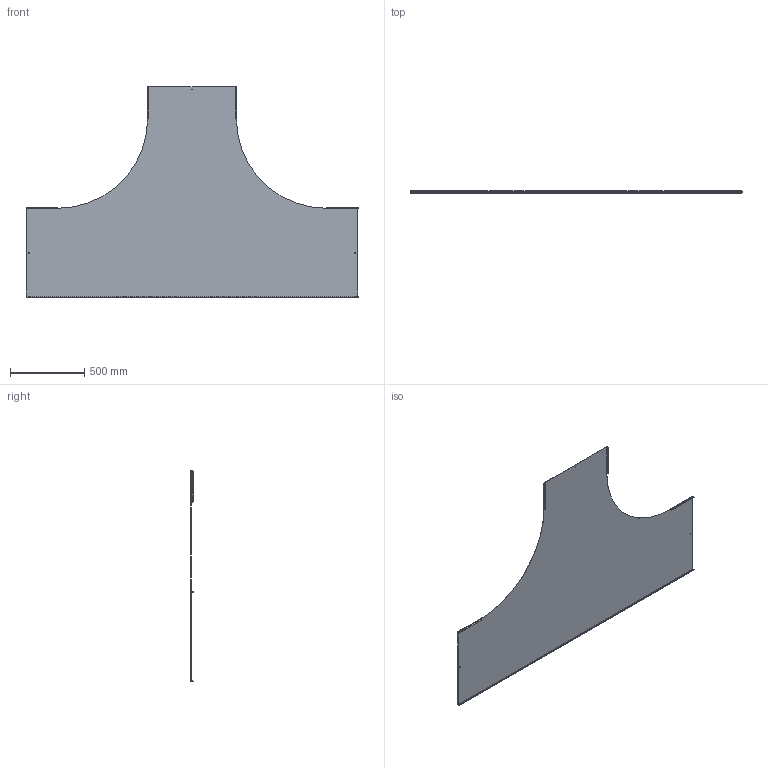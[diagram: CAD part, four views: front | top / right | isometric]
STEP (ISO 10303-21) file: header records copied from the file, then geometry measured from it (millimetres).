
FILE_DESCRIPTION (( 'STEP AP214' ), '1' );
FILE_NAME ('CRT05D-4--04.STEP', '2021-03-08T15:20:19', ( '' ), ( '' ), 'SwSTEP 2.0', 'SolidWorks 2017', '' );
FILE_SCHEMA (( 'AUTOMOTIVE_DESIGN' ));
Length unit declared in the file: millimetre
Products named in the file (1): CRT05D-4--04
Bounding box: 2234 x 15.61 x 1418.2 mm (x, y, z)
Volume: 2447693 mm3; surface area: 4088036.1 mm2
Topology: 1 solids, 1 shells, 150 faces, 464 edges, 304 vertices
Faces by surface type: plane 114, cylinder 24, bspline 12
Entity records: 6358 total; most frequent: CARTESIAN_POINT 2283, ORIENTED_EDGE 928, DIRECTION 726, EDGE_CURVE 464, VECTOR 352, LINE 352, VERTEX_POINT 304, AXIS2_PLACEMENT_3D 187
